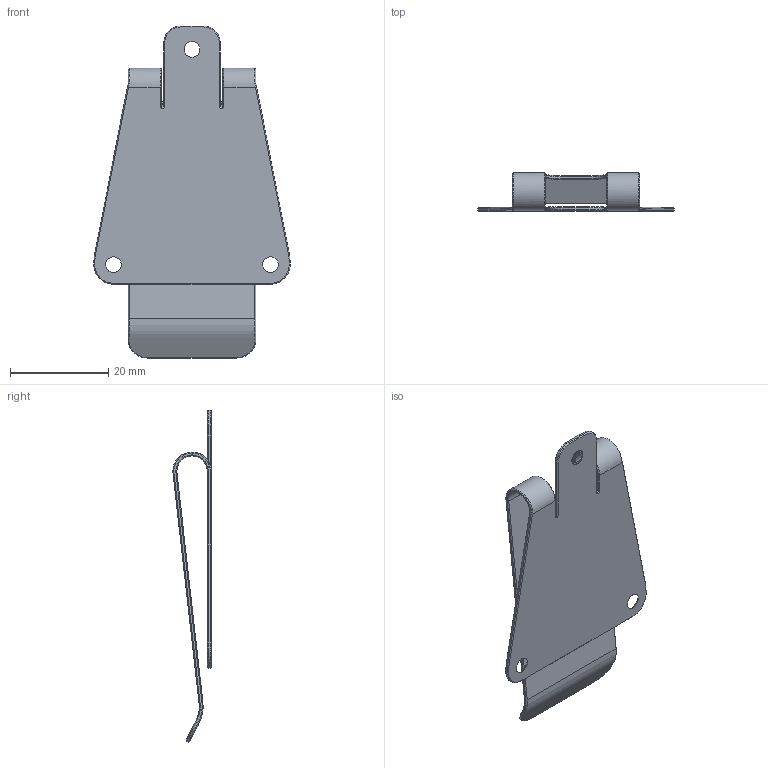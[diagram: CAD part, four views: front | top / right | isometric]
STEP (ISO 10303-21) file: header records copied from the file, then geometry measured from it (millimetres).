
FILE_DESCRIPTION(/* description */ (''),/* implementation_level */ '2;1');
FILE_NAME(/* name */ 'Lame-2',/* time_stamp */ '2019-12-23T17:53:55+01:00',/* author */ (''),/* organization */ (''),/* preprocessor_version */ 'ST-DEVELOPER v16.5',/* originating_system */ '',/* authorisation */ '');
FILE_SCHEMA (('AUTOMOTIVE_DESIGN'));
Length unit declared in the file: millimetre
Products named in the file (1): Document
Bounding box: 40 x 7.78 x 67.64 mm (x, y, z)
Volume: 2377 mm3; surface area: 6234.5 mm2
Topology: 1 solids, 1 shells, 150 faces, 354 edges, 204 vertices
Faces by surface type: plane 76, bspline 74
Entity records: 4156 total; most frequent: CARTESIAN_POINT 1916, ORIENTED_EDGE 708, EDGE_CURVE 354, B_SPLINE_CURVE_WITH_KNOTS 249, VERTEX_POINT 204, EDGE_LOOP 156, ADVANCED_FACE 150, FACE_OUTER_BOUND 150
